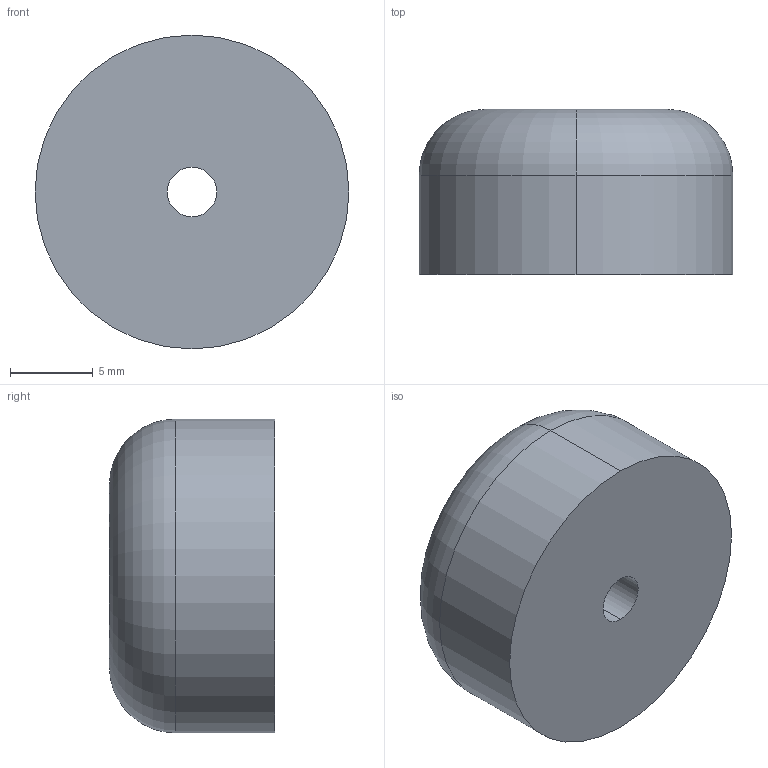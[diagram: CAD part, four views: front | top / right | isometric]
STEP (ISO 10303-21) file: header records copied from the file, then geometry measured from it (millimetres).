
FILE_DESCRIPTION (( 'STEP AP203' ), '1' );
FILE_NAME ('C-30-SK-1910-EP-UL.STEP', '2020-05-07T02:27:05', ( '' ), ( '' ), 'SwSTEP 2.0', 'SolidWorks 2018', '' );
FILE_SCHEMA (( 'CONFIG_CONTROL_DESIGN' ));
Length unit declared in the file: millimetre
Products named in the file (3): C-30-SK-1910-EP-UL_ワッシャー_; C-30-SK-1910-EP-UL; C-30-SK-1910-EP-UL_本体_
Assembly tree (2 placements, depth 2):
  C-30-SK-1910-EP-UL
    C-30-SK-1910-EP-UL_本体_
    C-30-SK-1910-EP-UL_ワッシャー_
Bounding box: 19 x 10 x 19 mm (x, y, z)
Volume: 2417.4 mm3; surface area: 1397.4 mm2
Topology: 2 solids, 2 shells, 20 faces, 40 edges, 26 vertices
Faces by surface type: cylinder 12, plane 6, torus 2
Entity records: 849 total; most frequent: DIRECTION 118, CARTESIAN_POINT 91, ORIENTED_EDGE 80, AXIS2_PLACEMENT_3D 53, EDGE_CURVE 40, CIRCLE 28, PERSON_AND_ORGANIZATION 26, EDGE_LOOP 26
